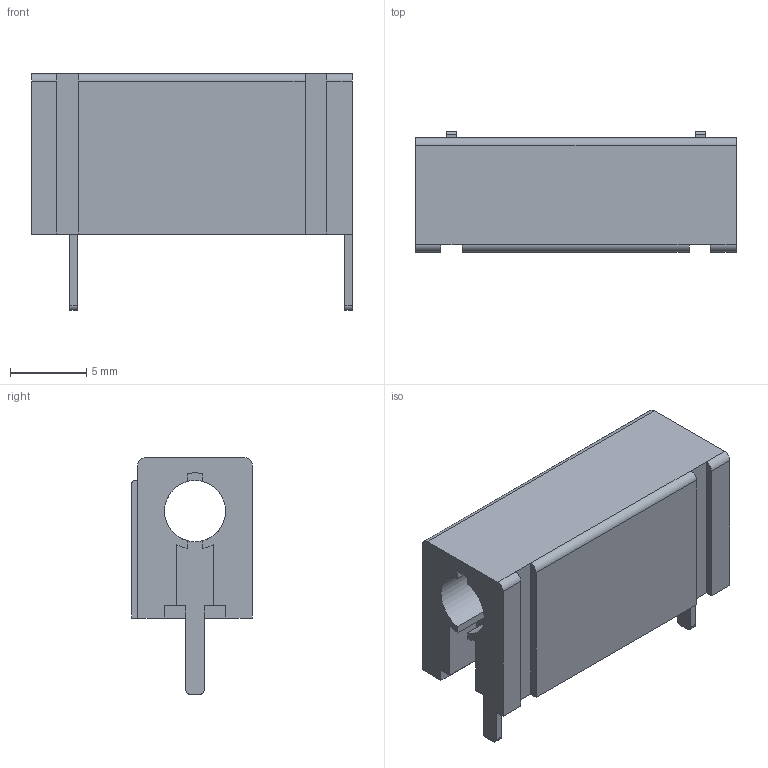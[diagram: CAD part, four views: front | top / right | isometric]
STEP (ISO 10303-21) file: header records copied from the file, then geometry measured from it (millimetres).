
FILE_DESCRIPTION (( 'STEP AP214' ), '1' );
FILE_NAME ('AAD72D05-2DCF-4A15-B1F4-D9A9F4F97328.STEP', '2024-01-24T02:58:33', ( '' ), ( '' ), 'SwSTEP 2.0', 'SolidWorks 2022', '' );
FILE_SCHEMA (( 'AUTOMOTIVE_DESIGN' ));
Length unit declared in the file: millimetre
Products named in the file (1): AAD72D05-2DCF-4A15-B1F4-D9A9F4F97328
Bounding box: 21 x 7.9 x 15.5 mm (x, y, z)
Volume: 1299 mm3; surface area: 1276.2 mm2
Topology: 1 solids, 1 shells, 72 faces, 204 edges, 134 vertices
Faces by surface type: plane 55, cylinder 17
Entity records: 3148 total; most frequent: CARTESIAN_POINT 411, ORIENTED_EDGE 408, DIRECTION 388, EDGE_CURVE 204, LINE 166, VECTOR 166, VERTEX_POINT 134, AXIS2_PLACEMENT_3D 111
